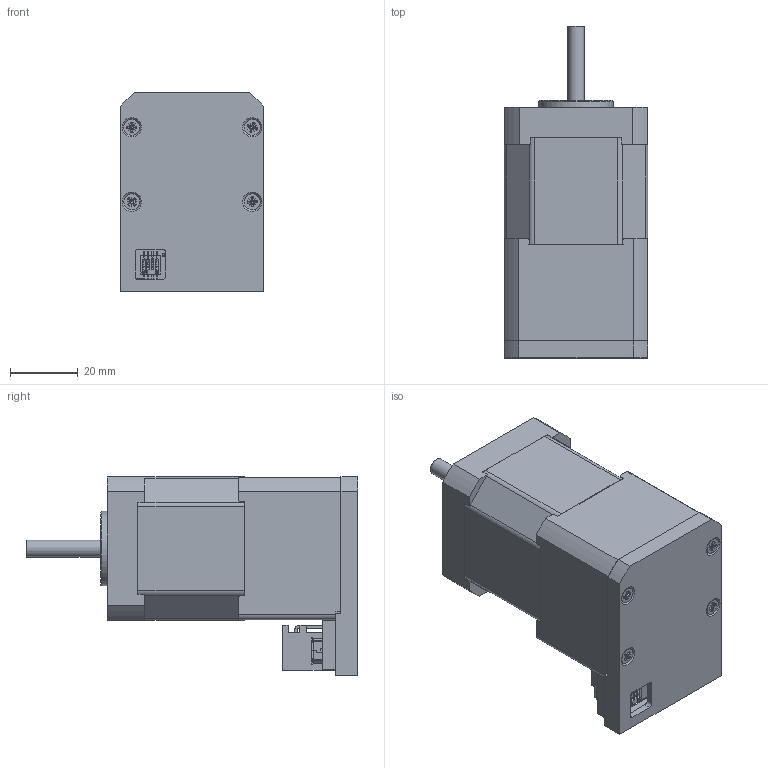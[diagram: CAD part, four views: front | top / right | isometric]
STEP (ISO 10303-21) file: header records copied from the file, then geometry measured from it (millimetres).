
FILE_DESCRIPTION(/* description */ (''),/* implementation_level */ '2;1');
FILE_NAME(/* name */ 'PD2-C4118L1804-E-01.stp',/* time_stamp */ '2018-06-12T15:00:17+02:00',/* author */ ('angelika.schneid'),/* organization */ (''),/* preprocessor_version */ 'ST-DEVELOPER v17',/* originating_system */ 'Autodesk Inventor 2018',/* authorisation */ '');
FILE_SCHEMA (('AUTOMOTIVE_DESIGN { 1 0 10303 214 3 1 1 }'));
Products named in the file (1): PD2-C4118L1804-E-01_Shrinkwrap_1
Bounding box: 42.5 x 98 x 58.7 mm (x, y, z)
Volume: 95043.5 mm3; surface area: 45968.8 mm2
Topology: 29 solids, 29 shells, 2338 faces, 6403 edges, 4200 vertices
Faces by surface type: plane 1785, cylinder 410, cone 100, torus 28, bspline 11, sphere 4
Full cylindrical faces by diameter (mm): 0.457 x1, 1 x2, 1.2 x16, 1.6 x14, 2 x2, 2.013 x11, 2.208 x4, 2.459 x4, 2.5 x4, 2.9 x4, 3.4 x4, 4.7 x4, 5 x3, 6 x4, 7.5 x1, 9.2 x1, 12 x1, 16 x1, 21.95 x1, 22 x1, 27 x1
Entity records: 77509 total; most frequent: CARTESIAN_POINT 14917, ORIENTED_EDGE 12774, DIRECTION 12078, EDGE_CURVE 6387, LINE 4974, VECTOR 4974, VERTEX_POINT 4200, AXIS2_PLACEMENT_3D 3552
